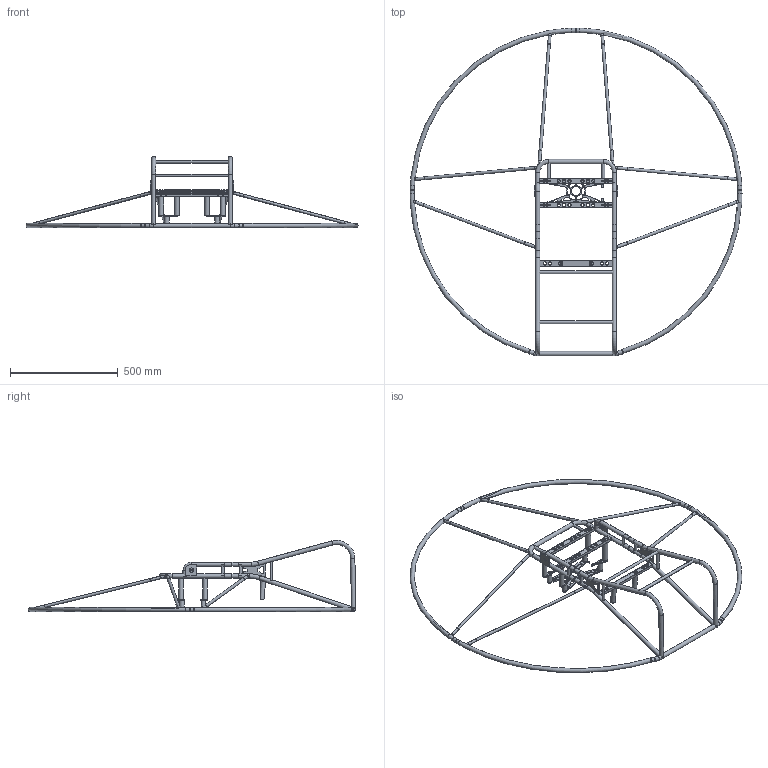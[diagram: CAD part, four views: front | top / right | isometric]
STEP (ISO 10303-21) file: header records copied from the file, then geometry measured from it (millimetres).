
FILE_DESCRIPTION(/* description */ (''),/* implementation_level */ '2;1');
FILE_NAME(/* name */ 'Frame 3rd batch tinfin.step',/* time_stamp */ '2021-10-22T00:41:39-04:00',/* author */ (''),/* organization */ (''),/* preprocessor_version */ 'ST-DEVELOPER v18.1',/* originating_system */ 'Autodesk Translation Framework v10.10.0.1391',/* authorisation */ '');
FILE_SCHEMA (('AUTOMOTIVE_DESIGN { 1 0 10303 214 3 1 1 }'));
Length unit declared in the file: millimetre
Products named in the file (57): Frame 3rd batch tinfin; Frame; Top Main Frame; side tube main; Side suport tube; Arm Pivot Mount 2; Arm Pivot Mount 2(Mirror); Top suport tube 2; main back frame; Spokes; Top Center Mount; ABS center frame connecotrs; Top Main Frame (1); side tube main (2); Side suport tube (1); Arm Pivot Mount 2 (1); Arm Pivot Mount 2(Mirror) (1); Top suport tube 2 (1); main back frame (1); Spokes (2); Top Center Mount (1); ABS center frame connecotrs (1); Bottom Main Frame; Lower Suport tube 2; Lower Suport tube; Main Lower; Lower center mount; Suport plate; Side suport tub; Side support tube; side tube main (1); Back tube; Spoke; Bottom Main Frame (1); Lower Suport tube 2 (1); Lower Suport tube (1); Main Lower (1); Lower center mount (1); Suport plate (1); Side suport tub (1) ...
Assembly tree (60 placements, depth 6):
  Frame 3rd batch tinfin
    Frame
      Top Main Frame
        side tube main
        Side suport tube
        Arm Pivot Mount 2
          Arm Pivot Mount 2(Mirror)
        Top Center Mount  x2
        Top suport tube 2
        main back frame
        Spokes
        Side support tube
        ABS center frame connecotrs
        Top Main Frame (1)
          side tube main (2)
          Side suport tube (1)
          Arm Pivot Mount 2 (1)
            Arm Pivot Mount 2(Mirror) (1)
          Top Center Mount (1)  x2
          Top suport tube 2 (1)
          main back frame (1)
          Spokes (2)
          Side support tube (1)
          ABS center frame connecotrs (1)
      Bottom Main Frame
        Lower Suport tube 2
        Lower Suport tube
        Main Lower
        Lower center mount
        Suport plate
        Side suport tub
          Side support tube
        side tube main (1)
        Back tube
        Spoke
        Bottom Main Frame (1)
          Lower Suport tube 2 (1)
          Lower Suport tube (1)
          Main Lower (1)
          Lower center mount (1)
          Suport plate (1)
          Side suport tub (1)
            Side support tube (1)
          side tube main (1) (1)
          Back tube (1)
          Spoke (1)
      Cage Ring
         Outside cage
          Spokes (1)
    cf tube
    Mounting hardware
      motor mount plate
      ABS standoffs
        Standoffs
      battery mount top 1
        1 battery mount top 1 (1)
        2 battery mount top 2
        3 battery mount top 3
        4 battery mount top 4
Bounding box: 1539.99 x 1518.93 x 330.95 mm (x, y, z)
Volume: 1670430.8 mm3; surface area: 1776038.3 mm2
Topology: 71 solids, 71 shells, 745 faces, 1814 edges, 1213 vertices
Faces by surface type: cylinder 392, plane 296, torus 41, cone 16
Full cylindrical faces by diameter (mm): 3 x8, 5.5 x4, 6 x14, 7 x4, 8 x34, 10 x10, 11.95 x24, 12 x6, 13 x16, 15 x32, 17 x38, 19 x6, 20 x31, 22 x10, 42 x1
Entity records: 25151 total; most frequent: CARTESIAN_POINT 5925, DIRECTION 4046, ORIENTED_EDGE 3396, EDGE_CURVE 1698, AXIS2_PLACEMENT_3D 1660, VERTEX_POINT 1137, EDGE_LOOP 979, CIRCLE 834
